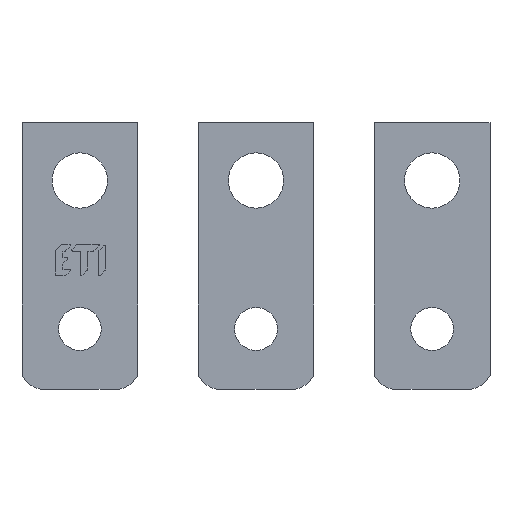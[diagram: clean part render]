
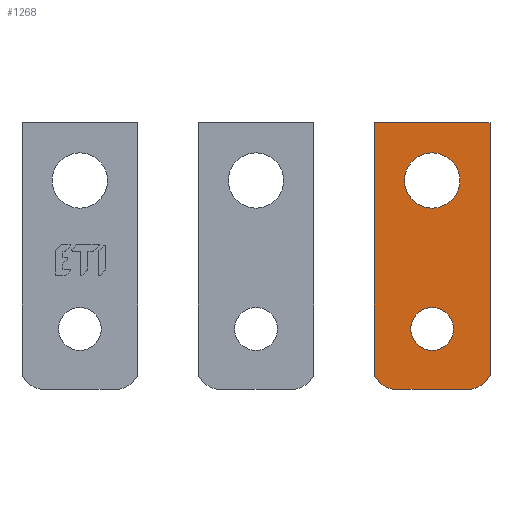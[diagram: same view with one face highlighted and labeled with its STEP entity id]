
A CAD part, top view. The second image highlights one B-rep face of the part: STEP entity #1268.
In plain terms, the highlighted planar face has unit normal (0, 0, 1).
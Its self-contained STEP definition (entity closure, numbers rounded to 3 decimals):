
#859=DIRECTION('',(1.,0.,0.));
#860=VECTOR('',#859,23.);
#861=CARTESIAN_POINT('',(2182.942,1530.372,4.));
#862=LINE('',#861,#860);
#873=DIRECTION('',(0.,-1.,0.));
#874=VECTOR('',#873,50.179);
#875=CARTESIAN_POINT('',(2205.942,1530.372,4.));
#876=LINE('',#875,#874);
#901=DIRECTION('',(-1.,0.,0.));
#902=VECTOR('',#901,14.);
#903=CARTESIAN_POINT('',(2201.442,1477.372,4.));
#904=LINE('',#903,#902);
#929=DIRECTION('',(0.,1.,0.));
#930=VECTOR('',#929,50.179);
#931=CARTESIAN_POINT('',(2182.942,1480.193,4.));
#932=LINE('',#931,#930);
#936=CARTESIAN_POINT('',(2201.442,1482.372,4.));
#937=DIRECTION('',(0.,0.,1.));
#938=DIRECTION('',(0.,-1.,0.));
#939=AXIS2_PLACEMENT_3D('',#936,#937,#938);
#944=CARTESIAN_POINT('',(2187.442,1482.372,4.));
#945=DIRECTION('',(0.,0.,1.));
#946=DIRECTION('',(-0.9,-0.436,0.));
#947=AXIS2_PLACEMENT_3D('',#944,#945,#946);
#952=CARTESIAN_POINT('',(2194.442,1489.372,4.));
#953=DIRECTION('',(0.,0.,-1.));
#954=DIRECTION('',(1.,0.,0.));
#955=AXIS2_PLACEMENT_3D('',#952,#953,#954);
#960=CARTESIAN_POINT('',(2194.442,1489.372,4.));
#961=DIRECTION('',(0.,0.,-1.));
#962=DIRECTION('',(-1.,0.,0.));
#963=AXIS2_PLACEMENT_3D('',#960,#961,#962);
#968=CARTESIAN_POINT('',(2194.442,1518.872,4.));
#969=DIRECTION('',(0.,0.,-1.));
#970=DIRECTION('',(1.,0.,0.));
#971=AXIS2_PLACEMENT_3D('',#968,#969,#970);
#976=CARTESIAN_POINT('',(2194.442,1518.872,4.));
#977=DIRECTION('',(0.,0.,-1.));
#978=DIRECTION('',(-1.,0.,0.));
#979=AXIS2_PLACEMENT_3D('',#976,#977,#978);
#1002=CARTESIAN_POINT('',(2205.942,1530.372,4.));
#1003=VERTEX_POINT('',#1002);
#1004=CARTESIAN_POINT('',(2205.942,1480.193,4.));
#1005=VERTEX_POINT('',#1004);
#1008=CARTESIAN_POINT('',(2201.442,1477.372,4.));
#1009=VERTEX_POINT('',#1008);
#1012=CARTESIAN_POINT('',(2187.442,1477.372,4.));
#1013=VERTEX_POINT('',#1012);
#1016=CARTESIAN_POINT('',(2182.942,1480.193,4.));
#1017=VERTEX_POINT('',#1016);
#1020=CARTESIAN_POINT('',(2182.942,1530.372,4.));
#1021=VERTEX_POINT('',#1020);
#1023=CARTESIAN_POINT('',(2190.192,1489.372,4.));
#1025=VERTEX_POINT('',#1023);
#1026=CARTESIAN_POINT('',(2198.692,1489.372,4.));
#1027=VERTEX_POINT('',#1026);
#1031=CARTESIAN_POINT('',(2188.942,1518.872,4.));
#1033=VERTEX_POINT('',#1031);
#1034=CARTESIAN_POINT('',(2199.942,1518.872,4.));
#1035=VERTEX_POINT('',#1034);
#1245=CARTESIAN_POINT('',(2194.442,1504.51,4.));
#1246=DIRECTION('',(0.,0.,1.));
#1247=DIRECTION('',(1.,0.,0.));
#1248=AXIS2_PLACEMENT_3D('',#1245,#1246,#1247);
#1249=PLANE('',#1248);
#1250=ORIENTED_EDGE('',*,*,#1127,.T.);
#1251=ORIENTED_EDGE('',*,*,#1149,.T.);
#1252=ORIENTED_EDGE('',*,*,#1170,.F.);
#1253=ORIENTED_EDGE('',*,*,#1191,.T.);
#1254=ORIENTED_EDGE('',*,*,#1212,.F.);
#1255=ORIENTED_EDGE('',*,*,#1232,.T.);
#1256=EDGE_LOOP('',(#1250,#1251,#1252,#1253,#1254,#1255));
#1257=FACE_OUTER_BOUND('',#1256,.F.);
#1258=ORIENTED_EDGE('',*,*,#1070,.F.);
#1259=ORIENTED_EDGE('',*,*,#1045,.F.);
#1260=EDGE_LOOP('',(#1258,#1259));
#1261=FACE_BOUND('',#1260,.F.);
#1263=ORIENTED_EDGE('',*,*,#1262,.F.);
#1265=ORIENTED_EDGE('',*,*,#1264,.F.);
#1266=EDGE_LOOP('',(#1263,#1265));
#1267=FACE_BOUND('',#1266,.F.);
#940=CIRCLE('',#939,5.);
#948=CIRCLE('',#947,5.);
#956=CIRCLE('',#955,4.25);
#964=CIRCLE('',#963,4.25);
#972=CIRCLE('',#971,5.5);
#980=CIRCLE('',#979,5.5);
#1045=EDGE_CURVE('',#1025,#1027,#964,.T.);
#1070=EDGE_CURVE('',#1027,#1025,#956,.T.);
#1127=EDGE_CURVE('',#1021,#1003,#862,.T.);
#1149=EDGE_CURVE('',#1003,#1005,#876,.T.);
#1170=EDGE_CURVE('',#1009,#1005,#940,.T.);
#1191=EDGE_CURVE('',#1009,#1013,#904,.T.);
#1212=EDGE_CURVE('',#1017,#1013,#948,.T.);
#1232=EDGE_CURVE('',#1017,#1021,#932,.T.);
#1262=EDGE_CURVE('',#1035,#1033,#972,.T.);
#1264=EDGE_CURVE('',#1033,#1035,#980,.T.);
#1268=ADVANCED_FACE('',(#1257,#1261,#1267),#1249,.T.);
